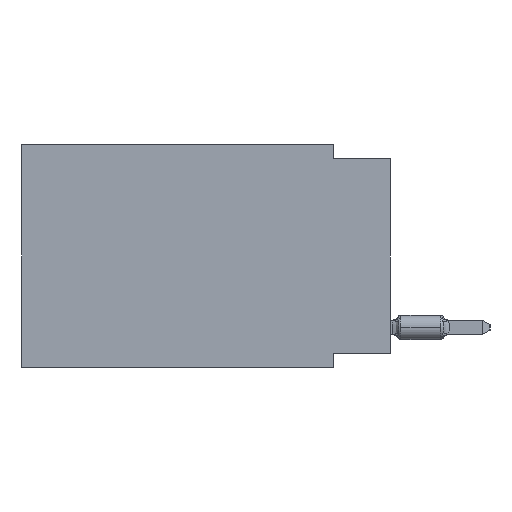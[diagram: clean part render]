
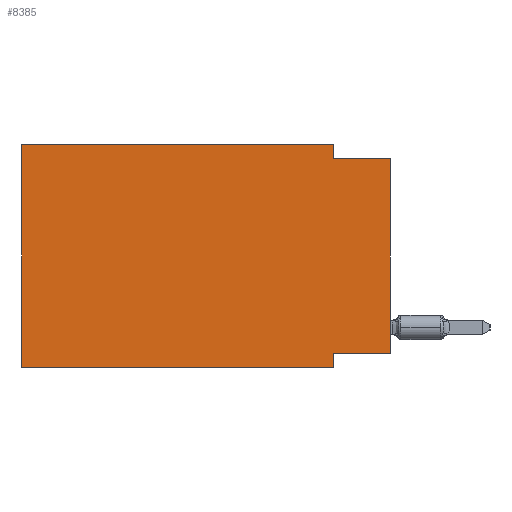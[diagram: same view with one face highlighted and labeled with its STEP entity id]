
A CAD part, left-side view. The second image highlights one B-rep face of the part: STEP entity #8385.
In plain terms, the highlighted planar face has unit normal (-1, 0, 0).
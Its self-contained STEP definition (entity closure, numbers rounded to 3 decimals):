
#198 = VECTOR ( 'NONE', #7250, 1000. ) ;
#461 = CARTESIAN_POINT ( 'NONE',  ( 0., 2.54, -9.271 ) ) ;
#670 = DIRECTION ( 'NONE',  ( 1., 0., 0. ) ) ;
#873 = EDGE_CURVE ( 'NONE', #18161, #59081, #17644, .T. ) ;
#1561 = DIRECTION ( 'NONE',  ( 0., 0., -1. ) ) ;
#1675 = VECTOR ( 'NONE', #48723, 1000. ) ;
#2181 = CARTESIAN_POINT ( 'NONE',  ( 0., 16.383, 0. ) ) ;
#2509 = VERTEX_POINT ( 'NONE', #58566 ) ;
#3838 = DIRECTION ( 'NONE',  ( 0., -1., 0. ) ) ;
#3856 = LINE ( 'NONE', #30865, #56078 ) ;
#4150 = DIRECTION ( 'NONE',  ( 0., 1., 0. ) ) ;
#4318 = VECTOR ( 'NONE', #23600, 1000. ) ;
#4401 = LINE ( 'NONE', #5282, #4318 ) ;
#4644 = ORIENTED_EDGE ( 'NONE', *, *, #54610, .F. ) ;
#5282 = CARTESIAN_POINT ( 'NONE',  ( 0., 0., -0.635 ) ) ;
#7250 = DIRECTION ( 'NONE',  ( 0., -1., 0. ) ) ;
#8385 = ADVANCED_FACE ( 'NONE', ( #51066 ), #28870, .F. ) ;
#9659 = CARTESIAN_POINT ( 'NONE',  ( 0., 16.383, 0. ) ) ;
#11159 = LINE ( 'NONE', #25859, #198 ) ;
#12407 = CARTESIAN_POINT ( 'NONE',  ( 0., 2.54, -9.906 ) ) ;
#12487 = CARTESIAN_POINT ( 'NONE',  ( 0., 2.54, 0. ) ) ;
#13969 = ORIENTED_EDGE ( 'NONE', *, *, #28329, .F. ) ;
#15037 = VECTOR ( 'NONE', #36209, 1000. ) ;
#15058 = VERTEX_POINT ( 'NONE', #46835 ) ;
#16928 = CARTESIAN_POINT ( 'NONE',  ( 0., 2.54, 0. ) ) ;
#17644 = LINE ( 'NONE', #48636, #57866 ) ;
#17706 = LINE ( 'NONE', #2181, #56930 ) ;
#18161 = VERTEX_POINT ( 'NONE', #37434 ) ;
#18681 = VERTEX_POINT ( 'NONE', #37331 ) ;
#18772 = CARTESIAN_POINT ( 'NONE',  ( 0., 0., 0. ) ) ;
#18902 = ORIENTED_EDGE ( 'NONE', *, *, #873, .T. ) ;
#20747 = ORIENTED_EDGE ( 'NONE', *, *, #46733, .F. ) ;
#23600 = DIRECTION ( 'NONE',  ( 0., -1., 0. ) ) ;
#25859 = CARTESIAN_POINT ( 'NONE',  ( 0., 16.383, 0. ) ) ;
#26576 = ORIENTED_EDGE ( 'NONE', *, *, #42932, .F. ) ;
#28329 = EDGE_CURVE ( 'NONE', #18681, #39035, #4401, .T. ) ;
#28870 = PLANE ( 'NONE',  #54603 ) ;
#30865 = CARTESIAN_POINT ( 'NONE',  ( 0., 0., -9.271 ) ) ;
#31318 = DIRECTION ( 'NONE',  ( 0., 0., -1. ) ) ;
#31976 = LINE ( 'NONE', #18772, #15037 ) ;
#36122 = EDGE_LOOP ( 'NONE', ( #58419, #13969, #4644, #26576, #20747, #18902, #45251, #57057 ) ) ;
#36209 = DIRECTION ( 'NONE',  ( 0., 0., 1. ) ) ;
#37331 = CARTESIAN_POINT ( 'NONE',  ( 0., 2.54, -0.635 ) ) ;
#37434 = CARTESIAN_POINT ( 'NONE',  ( 0., 16.383, -9.906 ) ) ;
#38095 = VECTOR ( 'NONE', #31318, 1000. ) ;
#39035 = VERTEX_POINT ( 'NONE', #43423 ) ;
#39311 = EDGE_CURVE ( 'NONE', #15058, #39035, #31976, .T. ) ;
#42932 = EDGE_CURVE ( 'NONE', #2509, #43414, #11159, .T. ) ;
#43414 = VERTEX_POINT ( 'NONE', #12487 ) ;
#43423 = CARTESIAN_POINT ( 'NONE',  ( 0., 0., -0.635 ) ) ;
#44011 = CARTESIAN_POINT ( 'NONE',  ( 0., 2.54, -9.906 ) ) ;
#45251 = ORIENTED_EDGE ( 'NONE', *, *, #54670, .F. ) ;
#46733 = EDGE_CURVE ( 'NONE', #18161, #2509, #17706, .T. ) ;
#46835 = CARTESIAN_POINT ( 'NONE',  ( 0., 0., -9.271 ) ) ;
#48636 = CARTESIAN_POINT ( 'NONE',  ( 0., 16.383, -9.906 ) ) ;
#48723 = DIRECTION ( 'NONE',  ( 0., 0., -1. ) ) ;
#48848 = EDGE_CURVE ( 'NONE', #15058, #49446, #3856, .T. ) ;
#49012 = LINE ( 'NONE', #12407, #1675 ) ;
#49446 = VERTEX_POINT ( 'NONE', #461 ) ;
#49610 = LINE ( 'NONE', #16928, #38095 ) ;
#51066 = FACE_OUTER_BOUND ( 'NONE', #36122, .T. ) ;
#54603 = AXIS2_PLACEMENT_3D ( 'NONE', #9659, #670, #1561 ) ;
#54610 = EDGE_CURVE ( 'NONE', #43414, #18681, #49610, .T. ) ;
#54670 = EDGE_CURVE ( 'NONE', #49446, #59081, #49012, .T. ) ;
#56078 = VECTOR ( 'NONE', #4150, 1000. ) ;
#56930 = VECTOR ( 'NONE', #58537, 1000. ) ;
#57057 = ORIENTED_EDGE ( 'NONE', *, *, #48848, .F. ) ;
#57866 = VECTOR ( 'NONE', #3838, 1000. ) ;
#58419 = ORIENTED_EDGE ( 'NONE', *, *, #39311, .T. ) ;
#58537 = DIRECTION ( 'NONE',  ( 0., 0., 1. ) ) ;
#58566 = CARTESIAN_POINT ( 'NONE',  ( 0., 16.383, 0. ) ) ;
#59081 = VERTEX_POINT ( 'NONE', #44011 ) ;
